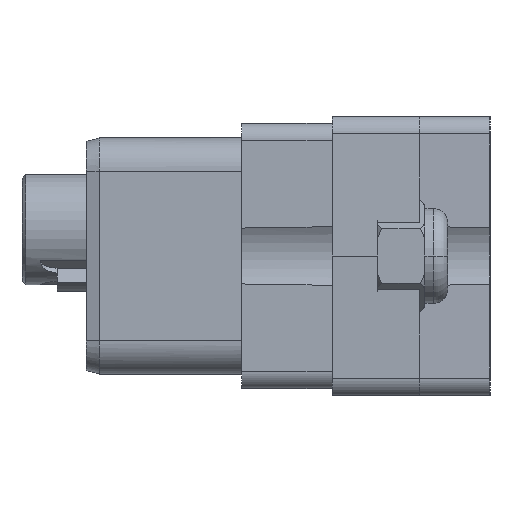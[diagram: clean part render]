
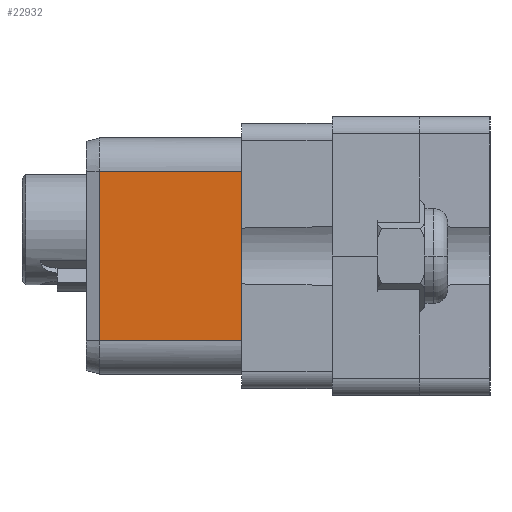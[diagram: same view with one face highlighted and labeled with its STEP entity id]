
A CAD part, left-side view. The second image highlights one B-rep face of the part: STEP entity #22932.
In plain terms, the highlighted planar face has unit normal (-1, 0.011, 0).
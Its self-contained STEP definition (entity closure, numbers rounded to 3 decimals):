
#214=DIRECTION('',(0.,0.,1.));
#215=VECTOR('',#214,9.65);
#216=CARTESIAN_POINT('',(-20.93,-0.18,-4.825));
#217=LINE('',#216,#215);
#5296=CARTESIAN_POINT('',(-20.838,7.929,-4.825));
#5298=DIRECTION('',(0.011,1.,0.));
#5299=VECTOR('',#5298,8.11);
#5300=CARTESIAN_POINT('',(-20.93,-0.18,-4.825));
#5301=LINE('',#5300,#5299);
#5338=CARTESIAN_POINT('',(-20.93,-0.18,-4.825));
#5347=CARTESIAN_POINT('',(-20.838,7.929,-4.825));
#5348=CARTESIAN_POINT('',(-20.838,7.929,
-3.753));
#5349=CARTESIAN_POINT('',(-20.838,7.93,
-1.608));
#5350=CARTESIAN_POINT('',(-20.838,7.93,1.608));
#5351=CARTESIAN_POINT('',(-20.838,7.93,3.753));
#5352=CARTESIAN_POINT('',(-20.838,7.93,4.825));
#5466=CARTESIAN_POINT('',(-20.93,-0.18,4.825));
#5468=CARTESIAN_POINT('',(-20.93,-0.18,4.825));
#5469=CARTESIAN_POINT('',(-20.92,0.721,4.825));
#5470=CARTESIAN_POINT('',(-20.899,2.523,4.825));
#5471=CARTESIAN_POINT('',(-20.869,5.227,4.825));
#5472=CARTESIAN_POINT('',(-20.848,7.029,4.825));
#5473=CARTESIAN_POINT('',(-20.838,7.93,4.825));
#16634=VERTEX_POINT('',#5338);
#16636=VERTEX_POINT('',#5466);
#17998=VERTEX_POINT('',#5296);
#18000=VERTEX_POINT('',#5352);
#22920=CARTESIAN_POINT('',(-20.93,-0.195,6.705));
#22921=DIRECTION('',(1.,-0.011,0.));
#22922=DIRECTION('',(0.011,1.,0.));
#22923=AXIS2_PLACEMENT_3D('',#22920,#22921,#22922);
#22924=PLANE('',#22923);
#22925=ORIENTED_EDGE('',*,*,#22752,.T.);
#22927=ORIENTED_EDGE('',*,*,#22926,.F.);
#22928=ORIENTED_EDGE('',*,*,#19464,.F.);
#22929=ORIENTED_EDGE('',*,*,#22913,.T.);
#22930=EDGE_LOOP('',(#22925,#22927,#22928,#22929));
#22931=FACE_OUTER_BOUND('',#22930,.F.);
#22932=ADVANCED_FACE('',(#22931),#22924,.F.);
#5353=B_SPLINE_CURVE_WITH_KNOTS('',3,(#5347,#5348,#5349,#5350,#5351,#5352),
.UNSPECIFIED.,.F.,.F.,(4,1,1,4),(0.,0.333,0.667,1.),
.UNSPECIFIED.);
#5474=B_SPLINE_CURVE_WITH_KNOTS('',3,(#5468,#5469,#5470,#5471,#5472,#5473),
.UNSPECIFIED.,.F.,.F.,(4,1,1,4),(0.,0.333,0.667,1.),
.UNSPECIFIED.);
#19464=EDGE_CURVE('',#16634,#16636,#217,.T.);
#22752=EDGE_CURVE('',#17998,#18000,#5353,.T.);
#22913=EDGE_CURVE('',#16634,#17998,#5301,.T.);
#22926=EDGE_CURVE('',#16636,#18000,#5474,.T.);
